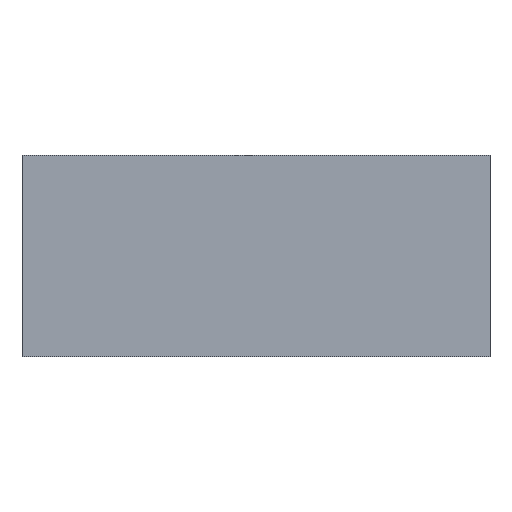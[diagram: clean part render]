
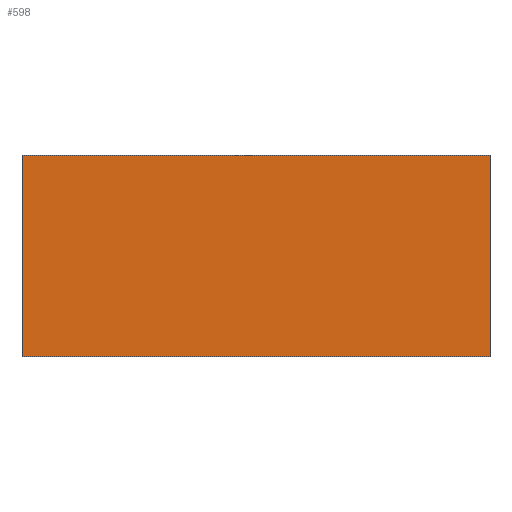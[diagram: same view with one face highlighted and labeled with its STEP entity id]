
A CAD part, top view. The second image highlights one B-rep face of the part: STEP entity #598.
In plain terms, the highlighted planar face has unit normal (0, 0, 1).
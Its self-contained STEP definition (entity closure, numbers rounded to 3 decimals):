
#598=ADVANCED_FACE('',(#3800),#3802,.T.);
#3800=FACE_BOUND('',#3801,.T.);
#3801=EDGE_LOOP('',(#6355,#6356,#6357,#6358));
#3802=PLANE('',#3803);
#3803=AXIS2_PLACEMENT_3D('',#3804,#3805,#3806);
#3804=CARTESIAN_POINT('',(-1.,-4.2,2.8));
#3805=DIRECTION('',(0.,0.,1.));
#3806=DIRECTION('',(1.,0.,0.));
#6355=ORIENTED_EDGE('',*,*,#8123,.T.);
#6356=ORIENTED_EDGE('',*,*,#8209,.T.);
#6357=ORIENTED_EDGE('',*,*,#8067,.F.);
#6358=ORIENTED_EDGE('',*,*,#8208,.F.);
#8067=EDGE_CURVE('',#9148,#9150,#9151,.T.);
#8123=EDGE_CURVE('',#9205,#9235,#9237,.T.);
#8208=EDGE_CURVE('',#9205,#9148,#9374,.T.);
#8209=EDGE_CURVE('',#9235,#9150,#9375,.T.);
#9148=VERTEX_POINT('',#10964);
#9150=VERTEX_POINT('',#10968);
#9151=LINE('',#10969,#10970);
#9205=VERTEX_POINT('',#11099);
#9235=VERTEX_POINT('',#11163);
#9237=LINE('',#11167,#11168);
#9374=LINE('',#11474,#11475);
#9375=LINE('',#11477,#11478);
#10964=CARTESIAN_POINT('',(-1.,0.1,2.8));
#10968=CARTESIAN_POINT('',(9.,0.1,2.8));
#10969=CARTESIAN_POINT('',(-1.,0.1,2.8));
#10970=VECTOR('',#10971,1.);
#10971=DIRECTION('',(1.,0.,0.));
#11099=CARTESIAN_POINT('',(-1.,-4.2,2.8));
#11163=CARTESIAN_POINT('',(9.,-4.2,2.8));
#11167=CARTESIAN_POINT('',(-1.,-4.2,2.8));
#11168=VECTOR('',#11169,1.);
#11169=DIRECTION('',(1.,0.,0.));
#11474=CARTESIAN_POINT('',(-1.,-4.2,2.8));
#11475=VECTOR('',#11476,1.);
#11476=DIRECTION('',(0.,1.,0.));
#11477=CARTESIAN_POINT('',(9.,-4.2,2.8));
#11478=VECTOR('',#11479,1.);
#11479=DIRECTION('',(0.,1.,0.));
